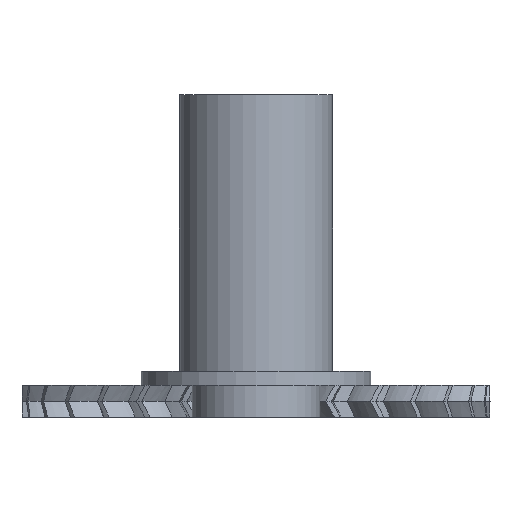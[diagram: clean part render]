
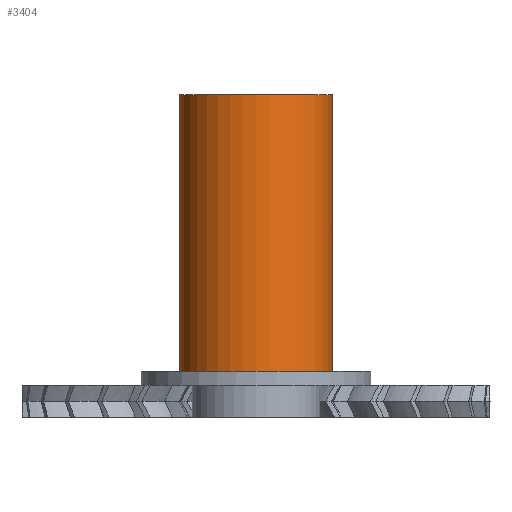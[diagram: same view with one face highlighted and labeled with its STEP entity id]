
A CAD part, front view. The second image highlights one B-rep face of the part: STEP entity #3404.
In plain terms, the highlighted cylindrical face has radius 6 mm (diameter 12 mm), a full revolution.
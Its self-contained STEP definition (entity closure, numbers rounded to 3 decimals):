
#653=FACE_OUTER_BOUND('',#889,.T.);
#889=EDGE_LOOP('',(#2393,#2394,#2395,#2396));
#1122=LINE('',#7334,#1132);
#1132=VECTOR('',#3986,6.);
#1195=CIRCLE('',#3708,6.);
#1198=CIRCLE('',#3713,6.);
#1436=VERTEX_POINT('',#7323);
#1439=VERTEX_POINT('',#7332);
#1793=EDGE_CURVE('',#1436,#1436,#1195,.T.);
#1797=EDGE_CURVE('',#1439,#1439,#1198,.T.);
#1798=EDGE_CURVE('',#1439,#1436,#1122,.T.);
#2393=ORIENTED_EDGE('',*,*,#1797,.F.);
#2394=ORIENTED_EDGE('',*,*,#1798,.T.);
#2395=ORIENTED_EDGE('',*,*,#1793,.T.);
#2396=ORIENTED_EDGE('',*,*,#1798,.F.);
#3391=CYLINDRICAL_SURFACE('',#3712,6.);
#3404=ADVANCED_FACE('',(#653),#3391,.T.);
#3708=AXIS2_PLACEMENT_3D('',#7324,#3973,#3974);
#3712=AXIS2_PLACEMENT_3D('',#7331,#3982,#3983);
#3713=AXIS2_PLACEMENT_3D('',#7333,#3984,#3985);
#3973=DIRECTION('center_axis',(0.,0.,1.));
#3974=DIRECTION('ref_axis',(-1.,0.,0.));
#3982=DIRECTION('center_axis',(0.,0.,1.));
#3983=DIRECTION('ref_axis',(-1.,0.,0.));
#3984=DIRECTION('center_axis',(0.,0.,1.));
#3985=DIRECTION('ref_axis',(-1.,0.,0.));
#3986=DIRECTION('',(0.,0.,-1.));
#7323=CARTESIAN_POINT('',(6.,0.,2.35));
#7324=CARTESIAN_POINT('Origin',(0.,0.,2.35));
#7331=CARTESIAN_POINT('Origin',(0.,0.,1.25));
#7332=CARTESIAN_POINT('',(6.,0.,24.));
#7333=CARTESIAN_POINT('Origin',(0.,0.,24.));
#7334=CARTESIAN_POINT('',(6.,0.,1.25));
